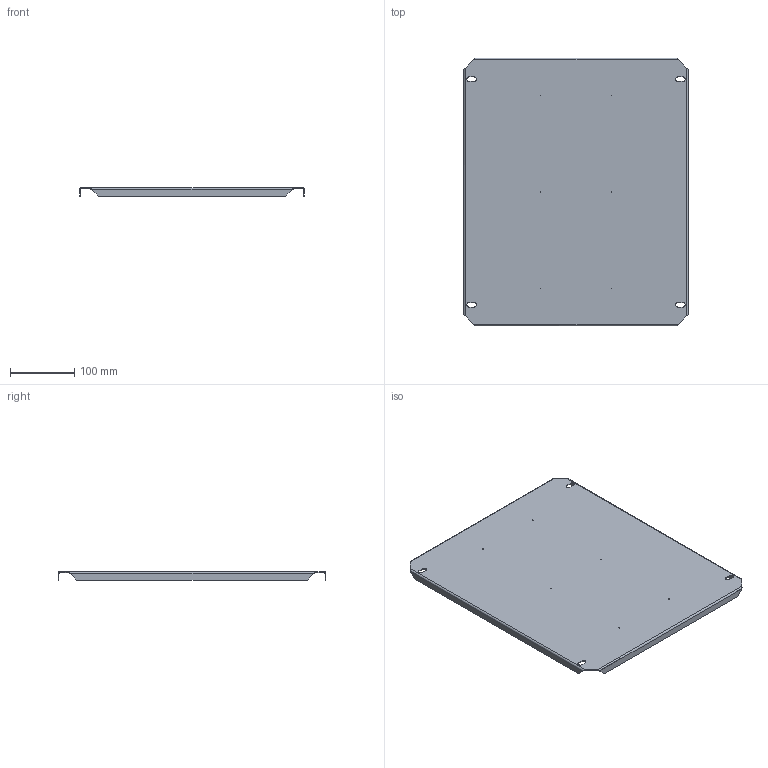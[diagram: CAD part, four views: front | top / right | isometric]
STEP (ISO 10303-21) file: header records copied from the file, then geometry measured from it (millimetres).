
FILE_DESCRIPTION (( 'STEP AP214' ), '1' );
FILE_NAME ('mb65-2m.STEP', '2022-02-06T19:05:35', ( '' ), ( '' ), 'SwSTEP 2.0', 'SolidWorks 2021', '' );
FILE_SCHEMA (( 'AUTOMOTIVE_DESIGN' ));
Length unit declared in the file: millimetre
Products named in the file (1): mb65-2m
Bounding box: 349 x 416.58 x 12.9 mm (x, y, z)
Volume: 237953.6 mm3; surface area: 319810.7 mm2
Topology: 1 solids, 1 shells, 80 faces, 184 edges, 112 vertices
Faces by surface type: plane 40, cylinder 32, bspline 8
Entity records: 2486 total; most frequent: CARTESIAN_POINT 681, ORIENTED_EDGE 368, DIRECTION 346, EDGE_CURVE 184, AXIS2_PLACEMENT_3D 121, VERTEX_POINT 112, LINE 104, VECTOR 104
